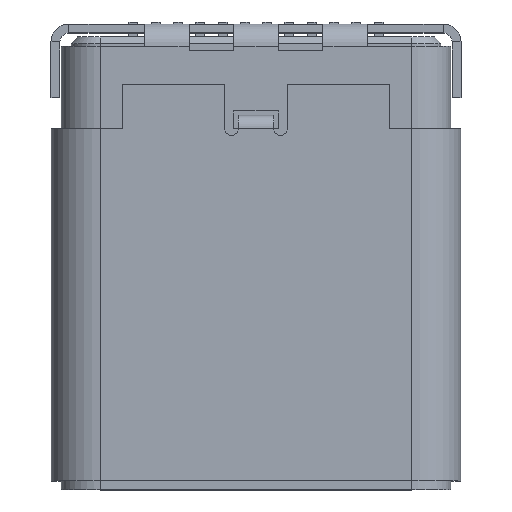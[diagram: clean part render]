
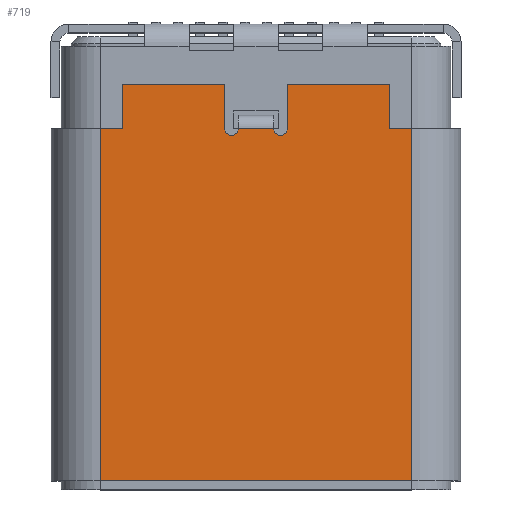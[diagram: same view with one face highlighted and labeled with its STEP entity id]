
A CAD part, top view. The second image highlights one B-rep face of the part: STEP entity #719.
In plain terms, the highlighted planar face has unit normal (0, 0, 1).
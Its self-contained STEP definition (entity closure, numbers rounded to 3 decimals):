
#176 = VERTEX_POINT('',#177);
#177 = CARTESIAN_POINT('',(3.49,-5.03,3.28));
#252 = VERTEX_POINT('',#253);
#253 = CARTESIAN_POINT('',(-3.49,-5.03,3.28));
#260 = EDGE_CURVE('',#252,#176,#261,.T.);
#261 = LINE('',#262,#263);
#262 = CARTESIAN_POINT('',(-3.49,-5.03,3.28));
#263 = VECTOR('',#264,1.);
#264 = DIRECTION('',(1.,0.,0.));
#648 = EDGE_CURVE('',#649,#651,#653,.T.);
#649 = VERTEX_POINT('',#650);
#650 = CARTESIAN_POINT('',(2.99,2.87,3.28));
#651 = VERTEX_POINT('',#652);
#652 = CARTESIAN_POINT('',(3.49,2.87,3.28));
#653 = LINE('',#654,#655);
#654 = CARTESIAN_POINT('',(2.99,2.87,3.28));
#655 = VECTOR('',#656,1.);
#656 = DIRECTION('',(1.,0.,0.));
#709 = EDGE_CURVE('',#176,#651,#710,.T.);
#710 = LINE('',#711,#712);
#711 = CARTESIAN_POINT('',(3.49,-5.03,3.28));
#712 = VECTOR('',#713,1.);
#713 = DIRECTION('',(0.,1.,0.));
#719 = ADVANCED_FACE('',(#720),#813,.F.);
#720 = FACE_BOUND('',#721,.F.);
#721 = EDGE_LOOP('',(#722,#723,#731,#739,#747,#755,#763,#772,#780,#789,
    #797,#805,#811,#812));
#722 = ORIENTED_EDGE('',*,*,#260,.F.);
#723 = ORIENTED_EDGE('',*,*,#724,.T.);
#724 = EDGE_CURVE('',#252,#725,#727,.T.);
#725 = VERTEX_POINT('',#726);
#726 = CARTESIAN_POINT('',(-3.49,2.87,3.28));
#727 = LINE('',#728,#729);
#728 = CARTESIAN_POINT('',(-3.49,-5.03,3.28));
#729 = VECTOR('',#730,1.);
#730 = DIRECTION('',(0.,1.,0.));
#731 = ORIENTED_EDGE('',*,*,#732,.T.);
#732 = EDGE_CURVE('',#725,#733,#735,.T.);
#733 = VERTEX_POINT('',#734);
#734 = CARTESIAN_POINT('',(-2.99,2.87,3.28));
#735 = LINE('',#736,#737);
#736 = CARTESIAN_POINT('',(-4.59,2.87,3.28));
#737 = VECTOR('',#738,1.);
#738 = DIRECTION('',(1.,0.,0.));
#739 = ORIENTED_EDGE('',*,*,#740,.T.);
#740 = EDGE_CURVE('',#733,#741,#743,.T.);
#741 = VERTEX_POINT('',#742);
#742 = CARTESIAN_POINT('',(-2.99,3.87,3.28));
#743 = LINE('',#744,#745);
#744 = CARTESIAN_POINT('',(-2.99,2.87,3.28));
#745 = VECTOR('',#746,1.);
#746 = DIRECTION('',(0.,1.,0.));
#747 = ORIENTED_EDGE('',*,*,#748,.T.);
#748 = EDGE_CURVE('',#741,#749,#751,.T.);
#749 = VERTEX_POINT('',#750);
#750 = CARTESIAN_POINT('',(-0.7,3.87,3.28));
#751 = LINE('',#752,#753);
#752 = CARTESIAN_POINT('',(-2.99,3.87,3.28));
#753 = VECTOR('',#754,1.);
#754 = DIRECTION('',(1.,0.,0.));
#755 = ORIENTED_EDGE('',*,*,#756,.T.);
#756 = EDGE_CURVE('',#749,#757,#759,.T.);
#757 = VERTEX_POINT('',#758);
#758 = CARTESIAN_POINT('',(-0.7,2.87,3.28));
#759 = LINE('',#760,#761);
#760 = CARTESIAN_POINT('',(-0.7,3.87,3.28));
#761 = VECTOR('',#762,1.);
#762 = DIRECTION('',(0.,-1.,0.));
#763 = ORIENTED_EDGE('',*,*,#764,.T.);
#764 = EDGE_CURVE('',#757,#765,#767,.T.);
#765 = VERTEX_POINT('',#766);
#766 = CARTESIAN_POINT('',(-0.4,2.87,3.28));
#767 = CIRCLE('',#768,0.15);
#768 = AXIS2_PLACEMENT_3D('',#769,#770,#771);
#769 = CARTESIAN_POINT('',(-0.55,2.87,3.28));
#770 = DIRECTION('',(0.,0.,1.));
#771 = DIRECTION('',(1.,0.,0.));
#772 = ORIENTED_EDGE('',*,*,#773,.T.);
#773 = EDGE_CURVE('',#765,#774,#776,.T.);
#774 = VERTEX_POINT('',#775);
#775 = CARTESIAN_POINT('',(0.4,2.87,3.28));
#776 = LINE('',#777,#778);
#777 = CARTESIAN_POINT('',(-0.4,2.87,3.28));
#778 = VECTOR('',#779,1.);
#779 = DIRECTION('',(1.,0.,0.));
#780 = ORIENTED_EDGE('',*,*,#781,.T.);
#781 = EDGE_CURVE('',#774,#782,#784,.T.);
#782 = VERTEX_POINT('',#783);
#783 = CARTESIAN_POINT('',(0.7,2.87,3.28));
#784 = CIRCLE('',#785,0.15);
#785 = AXIS2_PLACEMENT_3D('',#786,#787,#788);
#786 = CARTESIAN_POINT('',(0.55,2.87,3.28));
#787 = DIRECTION('',(0.,0.,1.));
#788 = DIRECTION('',(1.,0.,0.));
#789 = ORIENTED_EDGE('',*,*,#790,.T.);
#790 = EDGE_CURVE('',#782,#791,#793,.T.);
#791 = VERTEX_POINT('',#792);
#792 = CARTESIAN_POINT('',(0.7,3.87,3.28));
#793 = LINE('',#794,#795);
#794 = CARTESIAN_POINT('',(0.7,2.87,3.28));
#795 = VECTOR('',#796,1.);
#796 = DIRECTION('',(0.,1.,0.));
#797 = ORIENTED_EDGE('',*,*,#798,.T.);
#798 = EDGE_CURVE('',#791,#799,#801,.T.);
#799 = VERTEX_POINT('',#800);
#800 = CARTESIAN_POINT('',(2.99,3.87,3.28));
#801 = LINE('',#802,#803);
#802 = CARTESIAN_POINT('',(0.7,3.87,3.28));
#803 = VECTOR('',#804,1.);
#804 = DIRECTION('',(1.,0.,0.));
#805 = ORIENTED_EDGE('',*,*,#806,.T.);
#806 = EDGE_CURVE('',#799,#649,#807,.T.);
#807 = LINE('',#808,#809);
#808 = CARTESIAN_POINT('',(2.99,3.87,3.28));
#809 = VECTOR('',#810,1.);
#810 = DIRECTION('',(0.,-1.,0.));
#811 = ORIENTED_EDGE('',*,*,#648,.T.);
#812 = ORIENTED_EDGE('',*,*,#709,.F.);
#813 = PLANE('',#814);
#814 = AXIS2_PLACEMENT_3D('',#815,#816,#817);
#815 = CARTESIAN_POINT('',(-3.49,-5.03,3.28));
#816 = DIRECTION('',(0.,0.,-1.));
#817 = DIRECTION('',(1.,0.,0.));
